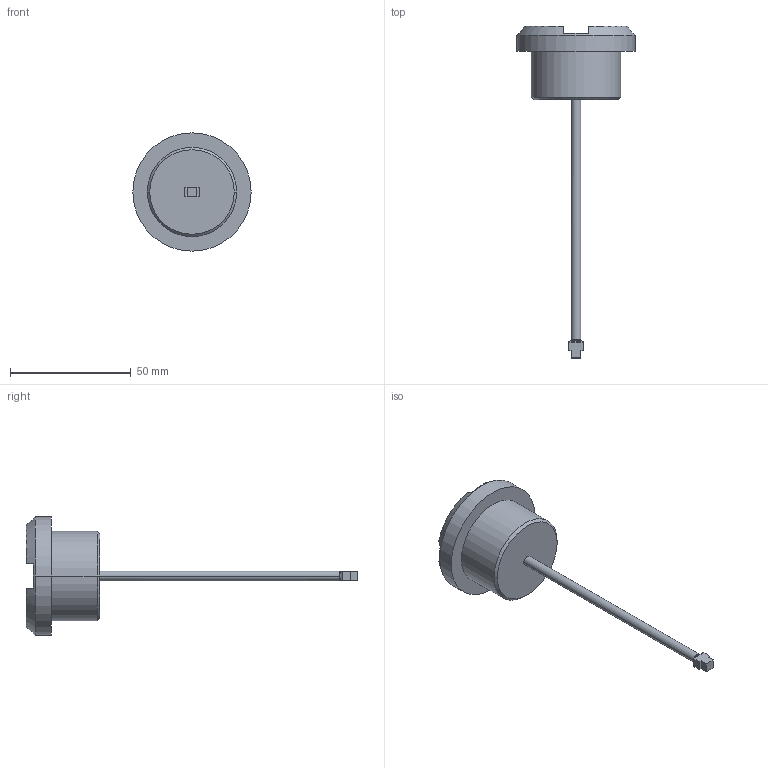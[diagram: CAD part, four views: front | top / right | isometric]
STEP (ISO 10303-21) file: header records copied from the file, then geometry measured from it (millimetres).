
FILE_DESCRIPTION (( 'STEP AP203' ), '1' );
FILE_NAME ('WS-1.STEP', '2023-08-10T10:59:31', ( '' ), ( '' ), 'SwSTEP 2.0', 'SolidWorks 2022', '' );
FILE_SCHEMA (( 'CONFIG_CONTROL_DESIGN' ));
Length unit declared in the file: millimetre
Products named in the file (1): WS-1
Bounding box: 49 x 137.5 x 49 mm (x, y, z)
Volume: 28149.6 mm3; surface area: 10600.2 mm2
Topology: 1 solids, 1 shells, 70 faces, 172 edges, 108 vertices
Faces by surface type: plane 34, cylinder 18, bspline 12, cone 4, torus 2
Entity records: 3007 total; most frequent: CARTESIAN_POINT 1371, ORIENTED_EDGE 344, DIRECTION 292, EDGE_CURVE 172, AXIS2_PLACEMENT_3D 109, VERTEX_POINT 108, LINE 74, VECTOR 74
